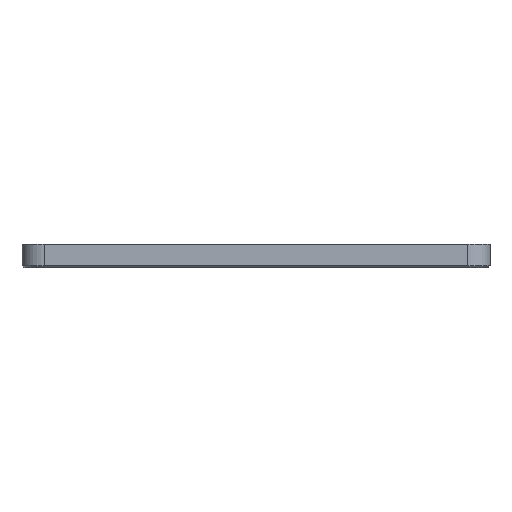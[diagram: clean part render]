
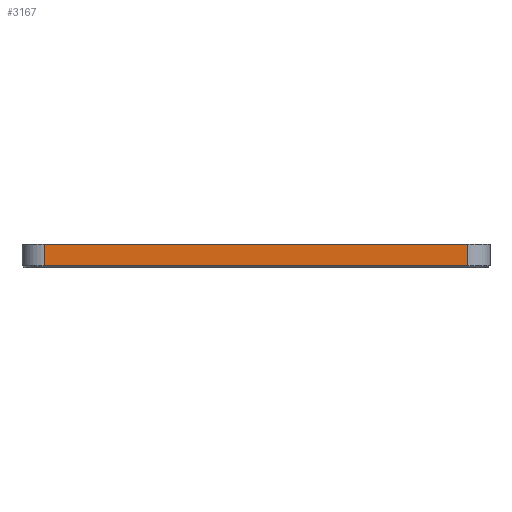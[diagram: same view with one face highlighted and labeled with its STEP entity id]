
A CAD part, front view. The second image highlights one B-rep face of the part: STEP entity #3167.
In plain terms, the highlighted planar face has unit normal (0, -1, 0).
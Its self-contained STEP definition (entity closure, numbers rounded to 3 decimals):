
#637 = CARTESIAN_POINT ( 'NONE',  ( 119.1, 0., 6.25 ) ) ;
#808 = DIRECTION ( 'NONE',  ( 1., 0., 0. ) ) ;
#1007 = LINE ( 'NONE', #3419, #3373 ) ;
#1318 = AXIS2_PLACEMENT_3D ( 'NONE', #5230, #7629, #6708 ) ;
#1437 = LINE ( 'NONE', #637, #2703 ) ;
#2180 = EDGE_CURVE ( 'NONE', #6427, #6767, #1007, .T. ) ;
#2200 = CARTESIAN_POINT ( 'NONE',  ( 119.1, 0., 6.25 ) ) ;
#2221 = DIRECTION ( 'NONE',  ( 0., 0., -1. ) ) ;
#2546 = VERTEX_POINT ( 'NONE', #2200 ) ;
#2703 = VECTOR ( 'NONE', #3822, 1000. ) ;
#3167 = ADVANCED_FACE ( 'NONE', ( #8969 ), #7560, .F. ) ;
#3173 = EDGE_CURVE ( 'NONE', #6274, #2546, #6341, .T. ) ;
#3373 = VECTOR ( 'NONE', #4883, 1000. ) ;
#3419 = CARTESIAN_POINT ( 'NONE',  ( 119.1, 0., 0.5 ) ) ;
#3809 = EDGE_LOOP ( 'NONE', ( #9061, #9767, #4889, #6043 ) ) ;
#3822 = DIRECTION ( 'NONE',  ( 0., 0., 1. ) ) ;
#3961 = CARTESIAN_POINT ( 'NONE',  ( 125.1, 0., 6.25 ) ) ;
#4136 = CARTESIAN_POINT ( 'NONE',  ( 6., 0., 6.25 ) ) ;
#4341 = LINE ( 'NONE', #8644, #6836 ) ;
#4883 = DIRECTION ( 'NONE',  ( 1., 0., 0. ) ) ;
#4889 = ORIENTED_EDGE ( 'NONE', *, *, #9145, .T. ) ;
#5230 = CARTESIAN_POINT ( 'NONE',  ( 125.1, 0., 6.25 ) ) ;
#6043 = ORIENTED_EDGE ( 'NONE', *, *, #3173, .F. ) ;
#6106 = VECTOR ( 'NONE', #808, 1000. ) ;
#6274 = VERTEX_POINT ( 'NONE', #4136 ) ;
#6341 = LINE ( 'NONE', #3961, #6106 ) ;
#6427 = VERTEX_POINT ( 'NONE', #6912 ) ;
#6708 = DIRECTION ( 'NONE',  ( -1., 0., 0. ) ) ;
#6767 = VERTEX_POINT ( 'NONE', #7991 ) ;
#6836 = VECTOR ( 'NONE', #2221, 1000. ) ;
#6912 = CARTESIAN_POINT ( 'NONE',  ( 6., 0., 0.5 ) ) ;
#7560 = PLANE ( 'NONE',  #1318 ) ;
#7629 = DIRECTION ( 'NONE',  ( 0., 1., 0. ) ) ;
#7991 = CARTESIAN_POINT ( 'NONE',  ( 119.1, 0., 0.5 ) ) ;
#8125 = EDGE_CURVE ( 'NONE', #6274, #6427, #4341, .T. ) ;
#8644 = CARTESIAN_POINT ( 'NONE',  ( 6., 0., 6.25 ) ) ;
#8969 = FACE_OUTER_BOUND ( 'NONE', #3809, .T. ) ;
#9061 = ORIENTED_EDGE ( 'NONE', *, *, #8125, .T. ) ;
#9145 = EDGE_CURVE ( 'NONE', #6767, #2546, #1437, .T. ) ;
#9767 = ORIENTED_EDGE ( 'NONE', *, *, #2180, .T. ) ;
